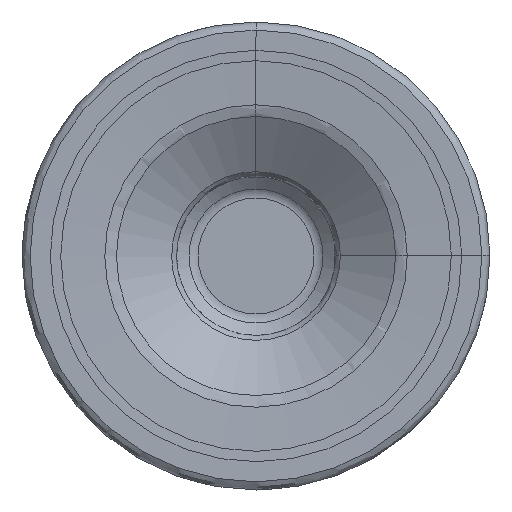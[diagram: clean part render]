
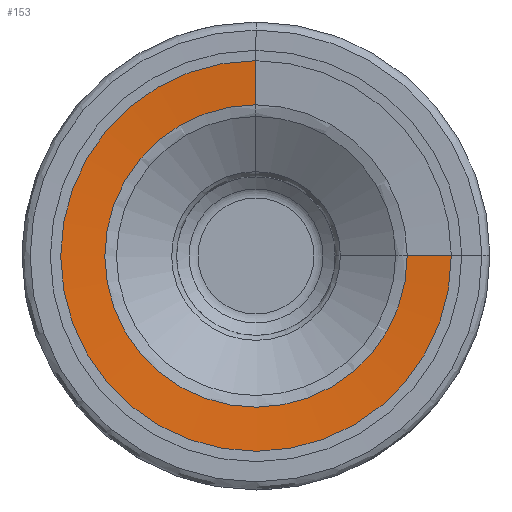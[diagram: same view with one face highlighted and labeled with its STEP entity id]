
A CAD part, left-side view. The second image highlights one B-rep face of the part: STEP entity #153.
In plain terms, the highlighted free-form (B-spline) face has degree [1, 3] with [2, 7] control points.
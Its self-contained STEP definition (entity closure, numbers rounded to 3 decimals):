
#153=ADVANCED_FACE('',(#252),#216,.F.);
#216=(
BOUNDED_SURFACE()
B_SPLINE_SURFACE(1,3,((#1446,#1447,#1448,#1449,#1450,#1451,#1452),(#1453,
#1454,#1455,#1456,#1457,#1458,#1459)),.UNSPECIFIED.,.F.,.F.,.F.)
B_SPLINE_SURFACE_WITH_KNOTS((2,2),(4,3,4),(0.,1.),(0.,0.5,1.),
 .UNSPECIFIED.)
GEOMETRIC_REPRESENTATION_ITEM()
RATIONAL_B_SPLINE_SURFACE(((1.,0.588,0.588,1.,0.588,
0.588,1.),(1.,0.588,0.588,1.,0.588,
0.588,1.)))
REPRESENTATION_ITEM('')
SURFACE()
);
#252=FACE_OUTER_BOUND('',#290,.T.);
#290=EDGE_LOOP('',(#476,#477,#478,#479));
#379=CIRCLE('',#852,10.337);
#380=CIRCLE('',#855,13.353);
#476=ORIENTED_EDGE('',*,*,#722,.F.);
#477=ORIENTED_EDGE('',*,*,#723,.F.);
#478=ORIENTED_EDGE('',*,*,#719,.T.);
#479=ORIENTED_EDGE('',*,*,#724,.F.);
#646=VERTEX_POINT('',#1409);
#647=VERTEX_POINT('',#1410);
#648=VERTEX_POINT('',#1442);
#649=VERTEX_POINT('',#1443);
#719=EDGE_CURVE('',#646,#647,#379,.T.);
#722=EDGE_CURVE('',#648,#649,#380,.T.);
#723=EDGE_CURVE('',#646,#648,#798,.T.);
#724=EDGE_CURVE('',#649,#647,#799,.T.);
#798=LINE('',#1444,#822);
#799=LINE('',#1445,#823);
#822=VECTOR('',#996,1.);
#823=VECTOR('',#997,1.);
#852=AXIS2_PLACEMENT_3D('',#1408,#988,#989);
#855=AXIS2_PLACEMENT_3D('',#1441,#994,#995);
#988=DIRECTION('',(1.,0.,0.));
#989=DIRECTION('',(0.,-1.,0.006));
#994=DIRECTION('',(1.,0.,0.));
#995=DIRECTION('',(0.,-1.,0.004));
#996=DIRECTION('',(-0.065,-0.998,0.));
#997=DIRECTION('',(0.065,0.004,-0.998));
#1408=CARTESIAN_POINT('',(0.25,0.,0.));
#1409=CARTESIAN_POINT('',(0.25,-10.337,0.06));
#1410=CARTESIAN_POINT('',(0.25,0.019,10.337));
#1441=CARTESIAN_POINT('',(0.052,0.,0.));
#1442=CARTESIAN_POINT('',(0.052,-13.352,0.06));
#1443=CARTESIAN_POINT('',(0.052,0.007,13.353));
#1444=CARTESIAN_POINT('',(0.25,-10.337,0.06));
#1445=CARTESIAN_POINT('',(0.25,0.019,10.337));
#1446=CARTESIAN_POINT('',(0.25,-10.337,0.06));
#1447=CARTESIAN_POINT('',(0.25,-10.4,-10.776));
#1448=CARTESIAN_POINT('',(0.25,-0.409,-14.97));
#1449=CARTESIAN_POINT('',(0.25,7.282,-7.337));
#1450=CARTESIAN_POINT('',(0.25,14.973,0.295));
#1451=CARTESIAN_POINT('',(0.25,10.854,10.318));
#1452=CARTESIAN_POINT('',(0.25,0.019,10.337));
#1453=CARTESIAN_POINT('',(0.052,-13.352,0.06));
#1454=CARTESIAN_POINT('',(0.052,-13.415,-13.936));
#1455=CARTESIAN_POINT('',(0.052,-0.503,-19.337));
#1456=CARTESIAN_POINT('',(0.052,9.418,-9.465));
#1457=CARTESIAN_POINT('',(0.052,19.34,0.407));
#1458=CARTESIAN_POINT('',(0.052,14.003,13.346));
#1459=CARTESIAN_POINT('',(0.052,0.007,13.353));
